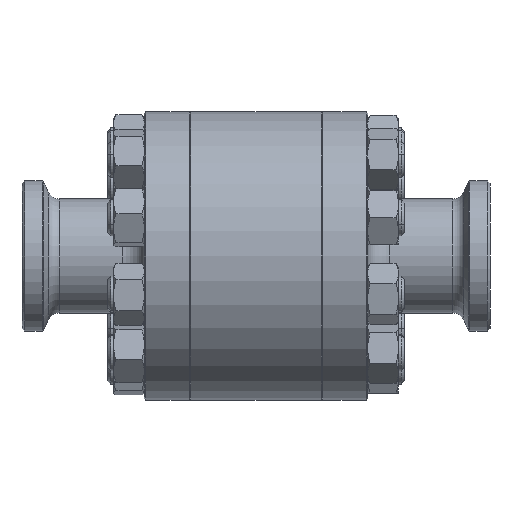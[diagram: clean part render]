
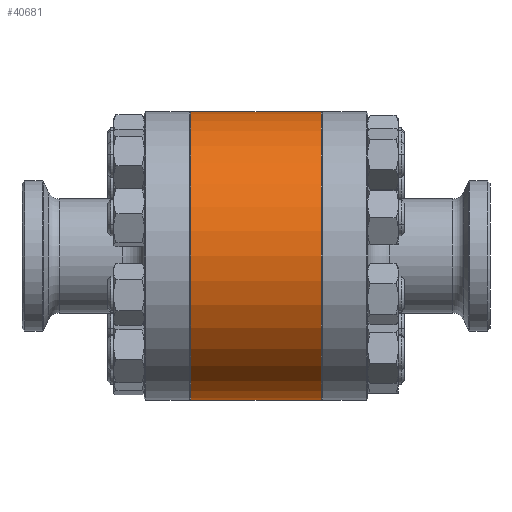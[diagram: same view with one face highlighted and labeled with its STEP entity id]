
A CAD part, front view. The second image highlights one B-rep face of the part: STEP entity #40681.
In plain terms, the highlighted cylindrical face has radius 76.2 mm (diameter 152.4 mm), a partial arc.
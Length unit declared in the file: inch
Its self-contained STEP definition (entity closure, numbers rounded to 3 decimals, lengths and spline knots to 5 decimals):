
#586 = ORIENTED_EDGE ( 'NONE', *, *, #3329, .T. ) ;
#1778 = AXIS2_PLACEMENT_3D ( 'NONE', #62024, #29429, #67498 ) ;
#2137 = CARTESIAN_POINT ( 'NONE',  ( -2.07246, 0., 3. ) ) ;
#2791 = CIRCLE ( 'NONE', #1778, 3. ) ;
#3329 = EDGE_CURVE ( 'NONE', #39664, #59631, #39349, .T. ) ;
#3986 = AXIS2_PLACEMENT_3D ( 'NONE', #40647, #7835, #46186 ) ;
#4393 = VERTEX_POINT ( 'NONE', #13959 ) ;
#4511 = ORIENTED_EDGE ( 'NONE', *, *, #7222, .F. ) ;
#6273 = CARTESIAN_POINT ( 'NONE',  ( -2.07246, 0., 0. ) ) ;
#7222 = EDGE_CURVE ( 'NONE', #60699, #59631, #35479, .T. ) ;
#7668 = DIRECTION ( 'NONE',  ( -1., 0., 0. ) ) ;
#7835 = DIRECTION ( 'NONE',  ( -1., 0., 0. ) ) ;
#9380 = CARTESIAN_POINT ( 'NONE',  ( -2.07246, 0., -3. ) ) ;
#10210 = VECTOR ( 'NONE', #7668, 39.37008 ) ;
#10568 = CARTESIAN_POINT ( 'NONE',  ( -1.36, 0., 3. ) ) ;
#12069 = LINE ( 'NONE', #9380, #26654 ) ;
#12076 = EDGE_LOOP ( 'NONE', ( #61879, #35721, #586, #4511 ) ) ;
#13959 = CARTESIAN_POINT ( 'NONE',  ( 1.36, 0., -3. ) ) ;
#15226 = CARTESIAN_POINT ( 'NONE',  ( -1.36, 0., -3. ) ) ;
#16154 = CYLINDRICAL_SURFACE ( 'NONE', #63315, 3. ) ;
#23051 = FACE_OUTER_BOUND ( 'NONE', #12076, .T. ) ;
#26654 = VECTOR ( 'NONE', #53163, 39.37008 ) ;
#29429 = DIRECTION ( 'NONE',  ( -1., 0., 0. ) ) ;
#35479 = CIRCLE ( 'NONE', #3986, 3. ) ;
#35721 = ORIENTED_EDGE ( 'NONE', *, *, #38408, .T. ) ;
#38408 = EDGE_CURVE ( 'NONE', #4393, #39664, #2791, .T. ) ;
#39349 = LINE ( 'NONE', #2137, #10210 ) ;
#39664 = VERTEX_POINT ( 'NONE', #53828 ) ;
#40647 = CARTESIAN_POINT ( 'NONE',  ( -1.36, 0., 0. ) ) ;
#40681 = ADVANCED_FACE ( 'NONE', ( #23051 ), #16154, .T. ) ;
#46186 = DIRECTION ( 'NONE',  ( 0., 0., 1. ) ) ;
#53140 = EDGE_CURVE ( 'NONE', #4393, #60699, #12069, .T. ) ;
#53163 = DIRECTION ( 'NONE',  ( -1., 0., 0. ) ) ;
#53828 = CARTESIAN_POINT ( 'NONE',  ( 1.36, 0., 3. ) ) ;
#55113 = DIRECTION ( 'NONE',  ( -1., 0., 0. ) ) ;
#59631 = VERTEX_POINT ( 'NONE', #10568 ) ;
#60699 = VERTEX_POINT ( 'NONE', #15226 ) ;
#61879 = ORIENTED_EDGE ( 'NONE', *, *, #53140, .F. ) ;
#62024 = CARTESIAN_POINT ( 'NONE',  ( 1.36, 0., 0. ) ) ;
#63315 = AXIS2_PLACEMENT_3D ( 'NONE', #6273, #55113, #66471 ) ;
#66471 = DIRECTION ( 'NONE',  ( 0., 0., 1. ) ) ;
#67498 = DIRECTION ( 'NONE',  ( 0., 0., 1. ) ) ;
